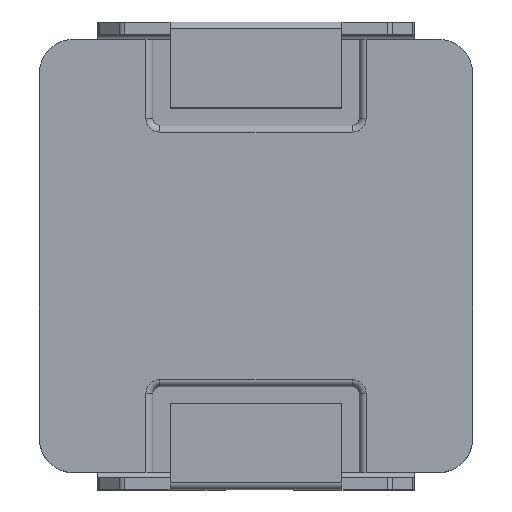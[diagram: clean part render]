
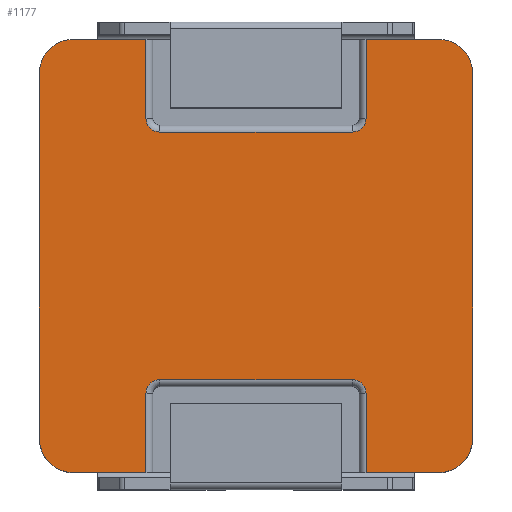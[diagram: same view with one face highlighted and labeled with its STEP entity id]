
A CAD part, top view. The second image highlights one B-rep face of the part: STEP entity #1177.
In plain terms, the highlighted planar face has unit normal (0, 0, 1).
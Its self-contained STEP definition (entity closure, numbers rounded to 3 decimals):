
#967=CIRCLE('',#6009,0.4);
#968=CIRCLE('',#6010,0.4);
#969=CIRCLE('',#6011,1.);
#970=CIRCLE('',#6012,1.);
#971=CIRCLE('',#6013,0.4);
#972=CIRCLE('',#6014,0.4);
#973=CIRCLE('',#6015,1.);
#974=CIRCLE('',#6016,1.);
#1177=ADVANCED_FACE('',(#1556),#1385,.F.);
#1385=PLANE('',#6017);
#1556=FACE_OUTER_BOUND('',#1990,.T.);
#1990=EDGE_LOOP('',(#2882,#2883,#2884,#2885,#2886,#2887,#2888,#2889,#2890,
#2891,#2892,#2893,#2894,#2895,#2896,#2897,#2898,#2899,#2900,#2901));
#2882=ORIENTED_EDGE('',*,*,#4539,.F.);
#2883=ORIENTED_EDGE('',*,*,#4546,.T.);
#2884=ORIENTED_EDGE('',*,*,#4547,.T.);
#2885=ORIENTED_EDGE('',*,*,#4548,.T.);
#2886=ORIENTED_EDGE('',*,*,#4549,.T.);
#2887=ORIENTED_EDGE('',*,*,#4550,.T.);
#2888=ORIENTED_EDGE('',*,*,#4543,.F.);
#2889=ORIENTED_EDGE('',*,*,#4551,.F.);
#2890=ORIENTED_EDGE('',*,*,#4552,.F.);
#2891=ORIENTED_EDGE('',*,*,#4553,.F.);
#2892=ORIENTED_EDGE('',*,*,#4533,.F.);
#2893=ORIENTED_EDGE('',*,*,#4554,.T.);
#2894=ORIENTED_EDGE('',*,*,#4555,.T.);
#2895=ORIENTED_EDGE('',*,*,#4556,.T.);
#2896=ORIENTED_EDGE('',*,*,#4557,.T.);
#2897=ORIENTED_EDGE('',*,*,#4558,.T.);
#2898=ORIENTED_EDGE('',*,*,#4528,.F.);
#2899=ORIENTED_EDGE('',*,*,#4559,.F.);
#2900=ORIENTED_EDGE('',*,*,#4560,.F.);
#2901=ORIENTED_EDGE('',*,*,#4561,.F.);
#3921=VERTEX_POINT('',#8403);
#3922=VERTEX_POINT('',#8404);
#3925=VERTEX_POINT('',#8411);
#3926=VERTEX_POINT('',#8413);
#3930=VERTEX_POINT('',#8423);
#3931=VERTEX_POINT('',#8425);
#3934=VERTEX_POINT('',#8431);
#3935=VERTEX_POINT('',#8433);
#3937=VERTEX_POINT('',#8439);
#3938=VERTEX_POINT('',#8441);
#3939=VERTEX_POINT('',#8443);
#3940=VERTEX_POINT('',#8445);
#3941=VERTEX_POINT('',#8448);
#3942=VERTEX_POINT('',#8450);
#3943=VERTEX_POINT('',#8453);
#3944=VERTEX_POINT('',#8455);
#3945=VERTEX_POINT('',#8457);
#3946=VERTEX_POINT('',#8459);
#3947=VERTEX_POINT('',#8462);
#3948=VERTEX_POINT('',#8464);
#4528=EDGE_CURVE('',#3921,#3922,#5090,.T.);
#4533=EDGE_CURVE('',#3925,#3926,#5093,.T.);
#4539=EDGE_CURVE('',#3930,#3931,#5098,.T.);
#4543=EDGE_CURVE('',#3934,#3935,#5102,.T.);
#4546=EDGE_CURVE('',#3930,#3937,#5104,.T.);
#4547=EDGE_CURVE('',#3937,#3938,#967,.T.);
#4548=EDGE_CURVE('',#3938,#3939,#5105,.T.);
#4549=EDGE_CURVE('',#3939,#3940,#968,.T.);
#4550=EDGE_CURVE('',#3940,#3935,#5106,.T.);
#4551=EDGE_CURVE('',#3941,#3934,#969,.T.);
#4552=EDGE_CURVE('',#3942,#3941,#5107,.T.);
#4553=EDGE_CURVE('',#3926,#3942,#970,.T.);
#4554=EDGE_CURVE('',#3925,#3943,#5108,.T.);
#4555=EDGE_CURVE('',#3943,#3944,#971,.T.);
#4556=EDGE_CURVE('',#3944,#3945,#5109,.T.);
#4557=EDGE_CURVE('',#3945,#3946,#972,.T.);
#4558=EDGE_CURVE('',#3946,#3922,#5110,.T.);
#4559=EDGE_CURVE('',#3947,#3921,#973,.T.);
#4560=EDGE_CURVE('',#3948,#3947,#5111,.T.);
#4561=EDGE_CURVE('',#3931,#3948,#974,.T.);
#5090=LINE('',#8402,#5432);
#5093=LINE('',#8412,#5435);
#5098=LINE('',#8424,#5440);
#5102=LINE('',#8432,#5444);
#5104=LINE('',#8438,#5446);
#5105=LINE('',#8442,#5447);
#5106=LINE('',#8446,#5448);
#5107=LINE('',#8449,#5449);
#5108=LINE('',#8452,#5450);
#5109=LINE('',#8456,#5451);
#5110=LINE('',#8460,#5452);
#5111=LINE('',#8463,#5453);
#5432=VECTOR('',#7070,1.);
#5435=VECTOR('',#7077,1.);
#5440=VECTOR('',#7086,1.);
#5444=VECTOR('',#7090,1.);
#5446=VECTOR('',#7096,1.);
#5447=VECTOR('',#7099,1.);
#5448=VECTOR('',#7102,1.);
#5449=VECTOR('',#7105,1.);
#5450=VECTOR('',#7108,1.);
#5451=VECTOR('',#7111,1.);
#5452=VECTOR('',#7114,1.);
#5453=VECTOR('',#7117,1.);
#6009=AXIS2_PLACEMENT_3D('',#8440,#7097,#7098);
#6010=AXIS2_PLACEMENT_3D('',#8444,#7100,#7101);
#6011=AXIS2_PLACEMENT_3D('',#8447,#7103,#7104);
#6012=AXIS2_PLACEMENT_3D('',#8451,#7106,#7107);
#6013=AXIS2_PLACEMENT_3D('',#8454,#7109,#7110);
#6014=AXIS2_PLACEMENT_3D('',#8458,#7112,#7113);
#6015=AXIS2_PLACEMENT_3D('',#8461,#7115,#7116);
#6016=AXIS2_PLACEMENT_3D('',#8465,#7118,#7119);
#6017=AXIS2_PLACEMENT_3D('',#8466,#7120,#7121);
#7070=DIRECTION('',(-1.,0.,0.));
#7077=DIRECTION('',(-1.,0.,0.));
#7086=DIRECTION('',(1.,0.,0.));
#7090=DIRECTION('',(1.,0.,0.));
#7096=DIRECTION('',(0.,-1.,0.));
#7097=DIRECTION('',(0.,0.,-1.));
#7098=DIRECTION('',(-1.,0.,0.));
#7099=DIRECTION('',(-1.,0.,0.));
#7100=DIRECTION('',(0.,0.,-1.));
#7101=DIRECTION('',(-1.,0.,0.));
#7102=DIRECTION('',(0.,1.,0.));
#7103=DIRECTION('',(0.,0.,-1.));
#7104=DIRECTION('',(1.,0.,0.));
#7105=DIRECTION('',(0.,1.,0.));
#7106=DIRECTION('',(0.,0.,-1.));
#7107=DIRECTION('',(1.,0.,0.));
#7108=DIRECTION('',(0.,1.,0.));
#7109=DIRECTION('',(0.,0.,-1.));
#7110=DIRECTION('',(-1.,0.,0.));
#7111=DIRECTION('',(1.,0.,0.));
#7112=DIRECTION('',(0.,0.,-1.));
#7113=DIRECTION('',(-1.,0.,0.));
#7114=DIRECTION('',(0.,-1.,0.));
#7115=DIRECTION('',(0.,0.,-1.));
#7116=DIRECTION('',(1.,0.,0.));
#7117=DIRECTION('',(0.,-1.,0.));
#7118=DIRECTION('',(0.,0.,-1.));
#7119=DIRECTION('',(1.,0.,0.));
#7120=DIRECTION('',(0.,0.,-1.));
#7121=DIRECTION('',(-1.,0.,0.));
#8402=CARTESIAN_POINT('',(5.3,-6.3,3.05));
#8403=CARTESIAN_POINT('',(5.3,-6.3,3.05));
#8404=CARTESIAN_POINT('',(3.2,-6.3,3.05));
#8411=CARTESIAN_POINT('',(-3.2,-6.3,3.05));
#8412=CARTESIAN_POINT('',(5.3,-6.3,3.05));
#8413=CARTESIAN_POINT('',(-5.3,-6.3,3.05));
#8423=CARTESIAN_POINT('',(3.2,6.3,3.05));
#8424=CARTESIAN_POINT('',(-5.3,6.3,3.05));
#8425=CARTESIAN_POINT('',(5.3,6.3,3.05));
#8431=CARTESIAN_POINT('',(-5.3,6.3,3.05));
#8432=CARTESIAN_POINT('',(-5.3,6.3,3.05));
#8433=CARTESIAN_POINT('',(-3.2,6.3,3.05));
#8438=CARTESIAN_POINT('',(3.2,4.,3.05));
#8439=CARTESIAN_POINT('',(3.2,4.,3.05));
#8440=CARTESIAN_POINT('',(2.8,4.,3.05));
#8441=CARTESIAN_POINT('',(2.8,3.6,3.05));
#8442=CARTESIAN_POINT('',(-2.8,3.6,3.05));
#8443=CARTESIAN_POINT('',(-2.8,3.6,3.05));
#8444=CARTESIAN_POINT('',(-2.8,4.,3.05));
#8445=CARTESIAN_POINT('',(-3.2,4.,3.05));
#8446=CARTESIAN_POINT('',(-3.2,6.3,3.05));
#8447=CARTESIAN_POINT('',(-5.3,5.3,3.05));
#8448=CARTESIAN_POINT('',(-6.3,5.3,3.05));
#8449=CARTESIAN_POINT('',(-6.3,-5.3,3.05));
#8450=CARTESIAN_POINT('',(-6.3,-5.3,3.05));
#8451=CARTESIAN_POINT('',(-5.3,-5.3,3.05));
#8452=CARTESIAN_POINT('',(-3.2,-5.3,3.05));
#8453=CARTESIAN_POINT('',(-3.2,-4.,3.05));
#8454=CARTESIAN_POINT('',(-2.8,-4.,3.05));
#8455=CARTESIAN_POINT('',(-2.8,-3.6,3.05));
#8456=CARTESIAN_POINT('',(5.3,-3.6,3.05));
#8457=CARTESIAN_POINT('',(2.8,-3.6,3.05));
#8458=CARTESIAN_POINT('',(2.8,-4.,3.05));
#8459=CARTESIAN_POINT('',(3.2,-4.,3.05));
#8460=CARTESIAN_POINT('',(3.2,-5.3,3.05));
#8461=CARTESIAN_POINT('',(5.3,-5.3,3.05));
#8462=CARTESIAN_POINT('',(6.3,-5.3,3.05));
#8463=CARTESIAN_POINT('',(6.3,5.3,3.05));
#8464=CARTESIAN_POINT('',(6.3,5.3,3.05));
#8465=CARTESIAN_POINT('',(5.3,5.3,3.05));
#8466=CARTESIAN_POINT('',(5.3,-5.3,3.05));
